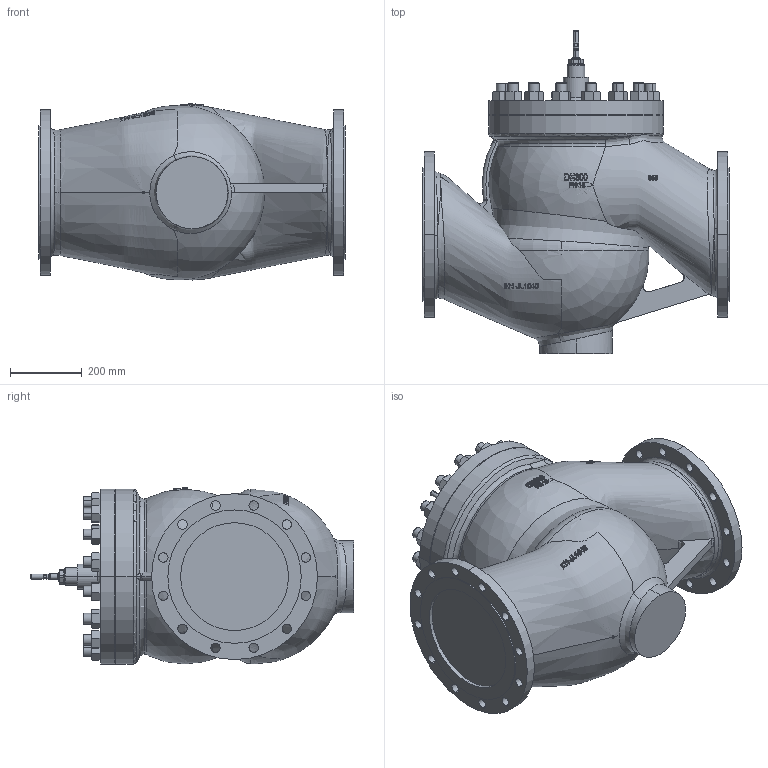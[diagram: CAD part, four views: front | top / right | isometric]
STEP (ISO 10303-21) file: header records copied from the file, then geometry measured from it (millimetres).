
FILE_DESCRIPTION (( 'STEP AP214' ), '1' );
FILE_NAME ('BR216 DN300 Aufnahme HORA_STEP (Defeature).STEP', '2015-02-10T07:08:40', ( 'cwilling' ), ( '' ), 'SwSTEP 2.0', 'SolidWorks 2011', '' );
FILE_SCHEMA (( 'AUTOMOTIVE_DESIGN' ));
Length unit declared in the file: millimetre
Products named in the file (1): BR216 DN300 Aufnahme HORA_STEP (Defeature)
Bounding box: 852.55 x 898.69 x 489.97 mm (x, y, z)
Volume: 152285653.4 mm3; surface area: 2480568.9 mm2
Topology: 1 solids, 1 shells, 905 faces, 2213 edges, 1393 vertices
Faces by surface type: plane 292, cone 238, bspline 173, cylinder 150, torus 26, sphere 26
Entity records: 333128 total; most frequent: CARTESIAN_POINT 309066, ORIENTED_EDGE 4364, DIRECTION 3433, EDGE_CURVE 2182, AXIS2_PLACEMENT_3D 1439, VERTEX_POINT 1374, EDGE_LOOP 1050, B_SPLINE_CURVE_WITH_KNOTS 917
